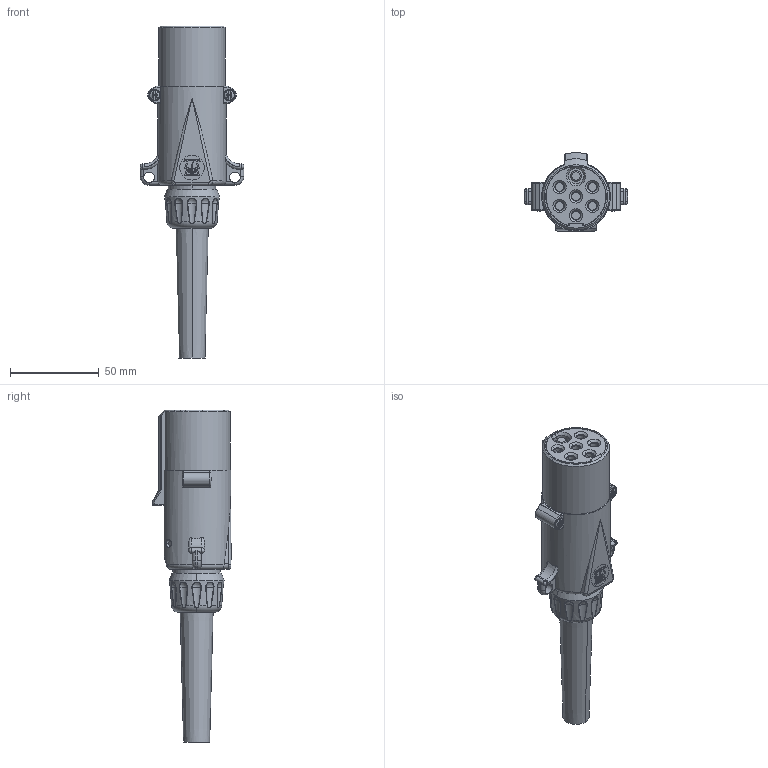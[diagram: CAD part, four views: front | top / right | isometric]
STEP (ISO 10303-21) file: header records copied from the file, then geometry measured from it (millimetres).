
FILE_DESCRIPTION((''),'2;1');
FILE_NAME('211005_SW0001','2020-12-09T10:30:08',('teru'),(''),'CREO PARAMETRIC BY PTC INC, 2017380','CREO PARAMETRIC BY PTC INC, 2017380','');
FILE_SCHEMA(('CONFIG_CONTROL_DESIGN'));
Length unit declared in the file: millimetre
Products named in the file (1): 211005_SW0001
Bounding box: 58.5 x 44.22 x 187.5 mm (x, y, z)
Volume: 137905.7 mm3; surface area: 24774.4 mm2
Topology: 1 solids, 17 shells, 722 faces, 1772 edges, 1119 vertices
Faces by surface type: plane 269, cylinder 217, bspline 92, cone 91, torus 31, sphere 22
Entity records: 28674 total; most frequent: CARTESIAN_POINT 11958, ORIENTED_EDGE 3544, DIRECTION 3405, EDGE_CURVE 1772, AXIS2_PLACEMENT_3D 1297, VERTEX_POINT 1119, VECTOR 811, LINE 811
